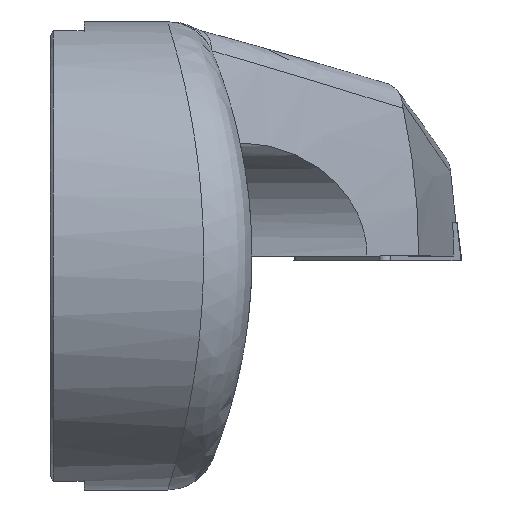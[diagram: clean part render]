
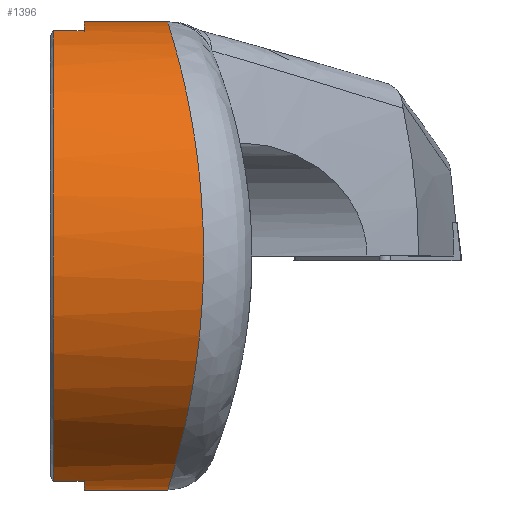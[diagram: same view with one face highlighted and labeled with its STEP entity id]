
A CAD part, left-side view. The second image highlights one B-rep face of the part: STEP entity #1396.
In plain terms, the highlighted cylindrical face has radius 14.5 mm (diameter 29 mm), a partial arc.
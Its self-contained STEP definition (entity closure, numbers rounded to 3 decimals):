
#628=EDGE_CURVE('NONE',#1212,#990,#1799,.F.);
#792=VERTEX_POINT('NONE',#1980);
#894=VERTEX_POINT('NONE',#2094);
#990=VERTEX_POINT('NONE',#2200);
#1046=EDGE_CURVE('NONE',#1254,#1256,#2263,.F.);
#1196=EDGE_CURVE('NONE',#1370,#1616,#2427,.F.);
#1212=VERTEX_POINT('NONE',#2446);
#1254=VERTEX_POINT('NONE',#2493);
#1256=VERTEX_POINT('NONE',#2495);
#1370=VERTEX_POINT('NONE',#2621);
#1396=ADVANCED_FACE('NONE',(#2652),#2653,.T.);
#1412=EDGE_CURVE('NONE',#792,#1254,#2669,.T.);
#1426=VERTEX_POINT('NONE',#2683);
#1538=EDGE_CURVE('NONE',#1616,#792,#2803,.F.);
#1616=VERTEX_POINT('NONE',#2891);
#1664=EDGE_CURVE('NONE',#1426,#894,#2944,.T.);
#1684=EDGE_CURVE('NONE',#990,#1370,#2966,.T.);
#1696=EDGE_CURVE('NONE',#1426,#1212,#2979,.T.);
#1702=EDGE_CURVE('NONE',#1256,#894,#2985,.F.);
#1799=B_SPLINE_CURVE_WITH_KNOTS('',3,(#3085,#3086,#3087,#3088),.UNSPECIFIED.,.F.,.F.,(4,4),(0.,-0.0),.UNSPECIFIED.);
#1980=CARTESIAN_POINT('',(-3.95,-0.2,13.952));
#2094=CARTESIAN_POINT('',(0.,-2.1,-14.5));
#2200=CARTESIAN_POINT('',(0.,-7.396,14.5));
#2263=LINE('',#6261,#6262);
#2427=CIRCLE('',#6570,14.5);
#2446=CARTESIAN_POINT('',(-0.133,-7.269,14.499));
#2493=CARTESIAN_POINT('',(-3.95,-0.2,-13.952));
#2495=CARTESIAN_POINT('',(-3.95,-2.1,-13.952));
#2621=CARTESIAN_POINT('',(0.,-2.1,14.5));
#2652=FACE_OUTER_BOUND('',#7489,.T.);
#2653=CYLINDRICAL_SURFACE('',#7490,14.5);
#2669=CIRCLE('',#7513,14.5);
#2683=CARTESIAN_POINT('',(0.,-7.269,-14.5));
#2803=LINE('',#7709,#7710);
#2891=CARTESIAN_POINT('',(-3.95,-2.1,13.952));
#2944=LINE('',#8343,#8344);
#2966=LINE('',#8378,#8379);
#2979=B_SPLINE_CURVE_WITH_KNOTS('',3,(#8445,#8446,#8447,#8448,#8449,#8450,#8451,#8452,#8453,#8454,#8455,#8456,#8457,#8458,#8459,#8460,#8461,#8462,#8463,#8464,#8465,#8466,#8467,#8468,#8469,#8470,#8471,#8472,#8473,#8474,#8475,#8476,#8477,#8478,#8479,#8480,#8481,#8482,#8483,#8484,#8485,#8486,#8487),.UNSPECIFIED.,.F.,.F.,(4,3,3,3,3,3,3,3,3,3,3,3,3,3,4),(0.334,0.335,0.37,0.404,0.478,0.557,0.595,0.633,0.671,0.738,0.747,0.831,0.913,0.967,1.0),.UNSPECIFIED.);
#2985=CIRCLE('',#8497,14.5);
#3085=CARTESIAN_POINT('',(0.,-7.396,14.5));
#3086=CARTESIAN_POINT('',(-0.044,-7.354,14.5));
#3087=CARTESIAN_POINT('',(-0.089,-7.311,14.5));
#3088=CARTESIAN_POINT('',(-0.133,-7.269,14.499));
#6261=CARTESIAN_POINT('',(-3.95,-30.0,-13.952));
#6262=VECTOR('',#9273,1.0);
#6570=AXIS2_PLACEMENT_3D('',#9454,#9455,#9456);
#7489=EDGE_LOOP('',(#9737,#9738,#9739,#9740,#9741,#9742,#9743,#9744,#9745));
#7490=AXIS2_PLACEMENT_3D('',#9746,#9747,#9748);
#7513=AXIS2_PLACEMENT_3D('',#9757,#9758,#9759);
#7709=CARTESIAN_POINT('',(-3.95,-30.0,13.952));
#7710=VECTOR('',#9900,1.0);
#8343=CARTESIAN_POINT('',(0.,-30.0,-14.5));
#8344=VECTOR('',#10073,1000.0);
#8378=CARTESIAN_POINT('',(0.,-30.0,14.5));
#8379=VECTOR('',#10096,1.0);
#8445=CARTESIAN_POINT('',(0.,-7.269,-14.5));
#8446=CARTESIAN_POINT('',(-0.025,-7.269,-14.5));
#8447=CARTESIAN_POINT('',(-0.05,-7.269,-14.5));
#8448=CARTESIAN_POINT('',(-0.075,-7.269,-14.5));
#8449=CARTESIAN_POINT('',(-0.864,-7.27,-14.496));
#8450=CARTESIAN_POINT('',(-1.653,-7.292,-14.427));
#8451=CARTESIAN_POINT('',(-2.43,-7.334,-14.295));
#8452=CARTESIAN_POINT('',(-3.202,-7.375,-14.164));
#8453=CARTESIAN_POINT('',(-3.963,-7.435,-13.97));
#8454=CARTESIAN_POINT('',(-4.702,-7.511,-13.717));
#8455=CARTESIAN_POINT('',(-6.291,-7.675,-13.172));
#8456=CARTESIAN_POINT('',(-7.777,-7.911,-12.351));
#8457=CARTESIAN_POINT('',(-9.079,-8.164,-11.305));
#8458=CARTESIAN_POINT('',(-10.471,-8.434,-10.188));
#8459=CARTESIAN_POINT('',(-11.652,-8.721,-8.813));
#8460=CARTESIAN_POINT('',(-12.549,-8.955,-7.265));
#8461=CARTESIAN_POINT('',(-12.98,-9.068,-6.52));
#8462=CARTESIAN_POINT('',(-13.345,-9.169,-5.736));
#8463=CARTESIAN_POINT('',(-13.639,-9.251,-4.923));
#8464=CARTESIAN_POINT('',(-13.932,-9.334,-4.11));
#8465=CARTESIAN_POINT('',(-14.153,-9.398,-3.268));
#8466=CARTESIAN_POINT('',(-14.298,-9.44,-2.413));
#8467=CARTESIAN_POINT('',(-14.442,-9.483,-1.558));
#8468=CARTESIAN_POINT('',(-14.51,-9.503,-0.688));
#8469=CARTESIAN_POINT('',(-14.499,-9.5,0.18));
#8470=CARTESIAN_POINT('',(-14.48,-9.494,1.717));
#8471=CARTESIAN_POINT('',(-14.214,-9.414,3.25));
#8472=CARTESIAN_POINT('',(-13.718,-9.273,4.698));
#8473=CARTESIAN_POINT('',(-13.653,-9.255,4.887));
#8474=CARTESIAN_POINT('',(-13.585,-9.236,5.074));
#8475=CARTESIAN_POINT('',(-13.512,-9.216,5.26));
#8476=CARTESIAN_POINT('',(-12.814,-9.021,7.055));
#8477=CARTESIAN_POINT('',(-11.758,-8.737,8.698));
#8478=CARTESIAN_POINT('',(-10.429,-8.444,10.074));
#8479=CARTESIAN_POINT('',(-9.146,-8.161,11.402));
#8480=CARTESIAN_POINT('',(-7.608,-7.87,12.482));
#8481=CARTESIAN_POINT('',(-5.916,-7.652,13.238));
#8482=CARTESIAN_POINT('',(-4.785,-7.506,13.744));
#8483=CARTESIAN_POINT('',(-3.585,-7.393,14.105));
#8484=CARTESIAN_POINT('',(-2.356,-7.33,14.307));
#8485=CARTESIAN_POINT('',(-1.621,-7.292,14.428));
#8486=CARTESIAN_POINT('',(-0.877,-7.271,14.493));
#8487=CARTESIAN_POINT('',(-0.133,-7.269,14.499));
#8497=AXIS2_PLACEMENT_3D('',#10113,#10114,#10115);
#9273=DIRECTION('',(-0.0,1.0,0.0));
#9454=CARTESIAN_POINT('',(0.0,-2.1,0.0));
#9455=DIRECTION('',(0.0,1.0,0.0));
#9456=DIRECTION('',(0.,0.0,-1.0));
#9737=ORIENTED_EDGE('',*,*,#1664,.F.);
#9738=ORIENTED_EDGE('',*,*,#1696,.T.);
#9739=ORIENTED_EDGE('',*,*,#628,.T.);
#9740=ORIENTED_EDGE('',*,*,#1684,.T.);
#9741=ORIENTED_EDGE('',*,*,#1196,.T.);
#9742=ORIENTED_EDGE('',*,*,#1538,.T.);
#9743=ORIENTED_EDGE('',*,*,#1412,.T.);
#9744=ORIENTED_EDGE('',*,*,#1046,.T.);
#9745=ORIENTED_EDGE('',*,*,#1702,.T.);
#9746=CARTESIAN_POINT('',(0.0,-30.0,0.0));
#9747=DIRECTION('',(-0.0,1.0,0.0));
#9748=DIRECTION('',(0.,0.0,-1.0));
#9757=CARTESIAN_POINT('',(0.0,-0.2,0.0));
#9758=DIRECTION('',(0.0,-1.0,-0.0));
#9759=DIRECTION('',(0.,0.0,-1.0));
#9900=DIRECTION('',(0.0,-1.0,0.0));
#10073=DIRECTION('',(0.0,1.0,0.0));
#10096=DIRECTION('',(-0.0,1.0,0.0));
#10113=CARTESIAN_POINT('',(0.0,-2.1,0.0));
#10114=DIRECTION('',(0.0,1.0,0.0));
#10115=DIRECTION('',(0.,0.0,-1.0));
